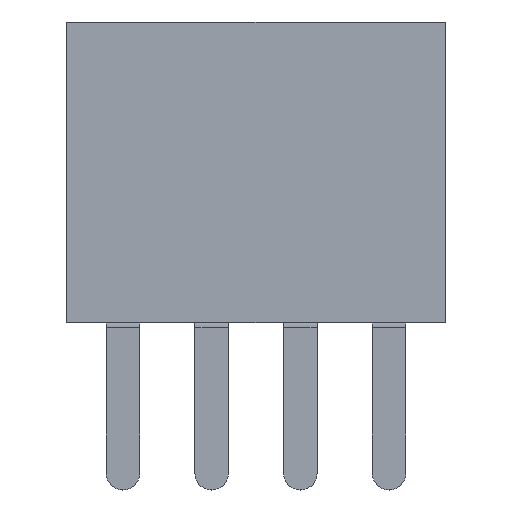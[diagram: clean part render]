
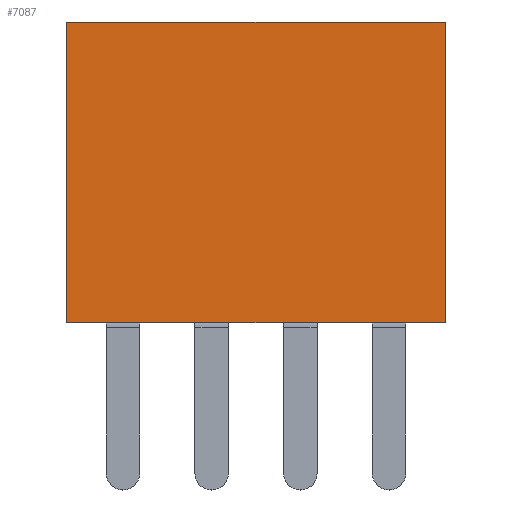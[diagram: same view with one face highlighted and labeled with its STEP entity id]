
A CAD part, top view. The second image highlights one B-rep face of the part: STEP entity #7087.
In plain terms, the highlighted planar face has unit normal (0, 0, 1).
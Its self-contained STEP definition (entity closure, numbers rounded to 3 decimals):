
#266=PLANE('',#7724);
#600=FACE_OUTER_BOUND('',#953,.T.);
#953=EDGE_LOOP('',(#6176,#6177,#6178,#6179));
#1869=LINE('',#11587,#2581);
#1898=LINE('',#11642,#2610);
#1899=LINE('',#11644,#2611);
#1900=LINE('',#11645,#2612);
#2581=VECTOR('',#9561,1.);
#2610=VECTOR('',#9608,1.);
#2611=VECTOR('',#9609,1.);
#2612=VECTOR('',#9610,1.);
#3267=VERTEX_POINT('',#11584);
#3268=VERTEX_POINT('',#11586);
#3285=VERTEX_POINT('',#11641);
#3286=VERTEX_POINT('',#11643);
#4237=EDGE_CURVE('',#3268,#3267,#1869,.T.);
#4266=EDGE_CURVE('',#3267,#3285,#1898,.T.);
#4267=EDGE_CURVE('',#3285,#3286,#1899,.T.);
#4268=EDGE_CURVE('',#3286,#3268,#1900,.T.);
#6176=ORIENTED_EDGE('',*,*,#4266,.T.);
#6177=ORIENTED_EDGE('',*,*,#4267,.T.);
#6178=ORIENTED_EDGE('',*,*,#4268,.T.);
#6179=ORIENTED_EDGE('',*,*,#4237,.T.);
#7087=ADVANCED_FACE('',(#600),#266,.T.);
#7724=AXIS2_PLACEMENT_3D('',#11640,#9606,#9607);
#9561=DIRECTION('',(0.,-1.,0.));
#9606=DIRECTION('center_axis',(0.,0.,
1.));
#9607=DIRECTION('ref_axis',(-1.,0.,0.));
#9608=DIRECTION('',(1.,0.,0.));
#9609=DIRECTION('',(0.,1.,0.));
#9610=DIRECTION('',(-1.,0.,0.));
#11584=CARTESIAN_POINT('',(-16.792,-3.719,-0.66));
#11586=CARTESIAN_POINT('',(-16.792,0.581,-0.66));
#11587=CARTESIAN_POINT('',(-16.792,0.581,-0.66));
#11640=CARTESIAN_POINT('Origin',(-6.462,-3.719,-0.66));
#11641=CARTESIAN_POINT('',(-11.372,-3.719,-0.66));
#11642=CARTESIAN_POINT('',(-16.792,-3.719,-0.66));
#11643=CARTESIAN_POINT('',(-11.372,0.581,-0.66));
#11644=CARTESIAN_POINT('',(-11.372,-3.719,-0.66));
#11645=CARTESIAN_POINT('',(3.868,0.581,-0.66));
